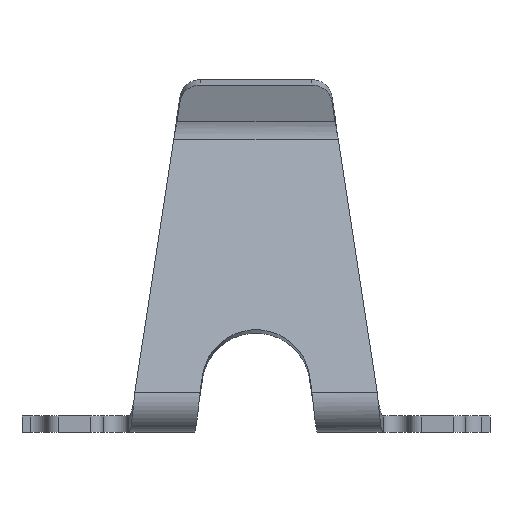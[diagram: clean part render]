
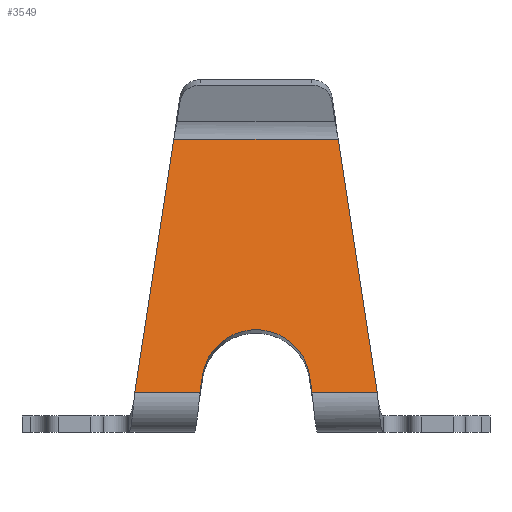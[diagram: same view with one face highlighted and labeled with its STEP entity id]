
A CAD part, front view. The second image highlights one B-rep face of the part: STEP entity #3549.
In plain terms, the highlighted planar face has unit normal (0, -0.978, 0.21).
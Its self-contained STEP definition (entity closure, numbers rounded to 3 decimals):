
#1408=DIRECTION('',(0.149,0.207,0.967));
#1409=VECTOR('',#1408,3.221);
#1410=CARTESIAN_POINT('',(-1.489,-0.991,
0.484));
#1411=LINE('',#1410,#1409);
#1415=DIRECTION('',(1.,0.,0.));
#1416=VECTOR('',#1415,2.02);
#1417=CARTESIAN_POINT('',(-1.01,-0.323,
3.598));
#1418=LINE('',#1417,#1416);
#1422=DIRECTION('',(0.149,-0.207,-0.967));
#1423=VECTOR('',#1422,3.221);
#1424=CARTESIAN_POINT('',(1.01,-0.323,
3.598));
#1425=LINE('',#1424,#1423);
#1429=DIRECTION('',(-0.149,0.207,0.967));
#1430=VECTOR('',#1429,0.231);
#1431=CARTESIAN_POINT('',(0.689,-0.991,
0.484));
#1432=LINE('',#1431,#1430);
#1436=CARTESIAN_POINT('',(0.,-0.964,0.611));
#1437=DIRECTION('',(0.,-0.978,0.21));
#1438=DIRECTION('',(0.989,0.031,0.145));
#1439=AXIS2_PLACEMENT_3D('',#1436,#1437,#1438);
#1444=DIRECTION('',(-0.149,-0.207,-0.967));
#1445=VECTOR('',#1444,0.231);
#1446=CARTESIAN_POINT('',(-0.655,-0.943,
0.707));
#1447=LINE('',#1446,#1445);
#1451=DIRECTION('',(1.,0.,0.));
#1452=VECTOR('',#1451,0.8);
#1453=CARTESIAN_POINT('',(-1.489,-0.991,
0.484));
#1454=LINE('',#1453,#1452);
#1480=DIRECTION('',(1.,0.,0.));
#1481=VECTOR('',#1480,0.8);
#1482=CARTESIAN_POINT('',(0.689,-0.991,
0.484));
#1483=LINE('',#1482,#1481);
#1660=CARTESIAN_POINT('',(-1.01,-0.323,
3.598));
#1853=CARTESIAN_POINT('',(-1.489,-0.991,
0.484));
#1854=CARTESIAN_POINT('',(-0.689,-0.991,
0.484));
#1855=VERTEX_POINT('',#1853);
#1856=VERTEX_POINT('',#1854);
#1857=CARTESIAN_POINT('',(0.689,-0.991,
0.484));
#1858=CARTESIAN_POINT('',(1.489,-0.991,
0.484));
#1859=VERTEX_POINT('',#1857);
#1860=VERTEX_POINT('',#1858);
#1885=CARTESIAN_POINT('',(1.01,-0.323,
3.598));
#1887=VERTEX_POINT('',#1885);
#1897=VERTEX_POINT('',#1660);
#1959=CARTESIAN_POINT('',(0.655,-0.943,
0.707));
#1960=CARTESIAN_POINT('',(-0.655,-0.943,
0.707));
#1961=VERTEX_POINT('',#1959);
#1962=VERTEX_POINT('',#1960);
#3529=CARTESIAN_POINT('',(0.,-1.215,-0.562));
#3530=DIRECTION('',(0.,0.978,-0.21));
#3531=DIRECTION('',(1.,0.,0.));
#3532=AXIS2_PLACEMENT_3D('',#3529,#3530,#3531);
#3533=PLANE('',#3532);
#3535=ORIENTED_EDGE('',*,*,#3534,.F.);
#3537=ORIENTED_EDGE('',*,*,#3536,.T.);
#3539=ORIENTED_EDGE('',*,*,#3538,.T.);
#3541=ORIENTED_EDGE('',*,*,#3540,.T.);
#3543=ORIENTED_EDGE('',*,*,#3542,.F.);
#3544=ORIENTED_EDGE('',*,*,#3511,.T.);
#3545=ORIENTED_EDGE('',*,*,#3523,.T.);
#3546=ORIENTED_EDGE('',*,*,#2437,.T.);
#3547=EDGE_LOOP('',(#3535,#3537,#3539,#3541,#3543,#3544,#3545,#3546));
#3548=FACE_OUTER_BOUND('',#3547,.F.);
#3549=ADVANCED_FACE('',(#3548),#3533,.F.);
#1440=CIRCLE('',#1439,0.662);
#2437=EDGE_CURVE('',#1962,#1856,#1447,.T.);
#3511=EDGE_CURVE('',#1859,#1961,#1432,.T.);
#3523=EDGE_CURVE('',#1961,#1962,#1440,.T.);
#3534=EDGE_CURVE('',#1855,#1856,#1454,.T.);
#3536=EDGE_CURVE('',#1855,#1897,#1411,.T.);
#3538=EDGE_CURVE('',#1897,#1887,#1418,.T.);
#3540=EDGE_CURVE('',#1887,#1860,#1425,.T.);
#3542=EDGE_CURVE('',#1859,#1860,#1483,.T.);
